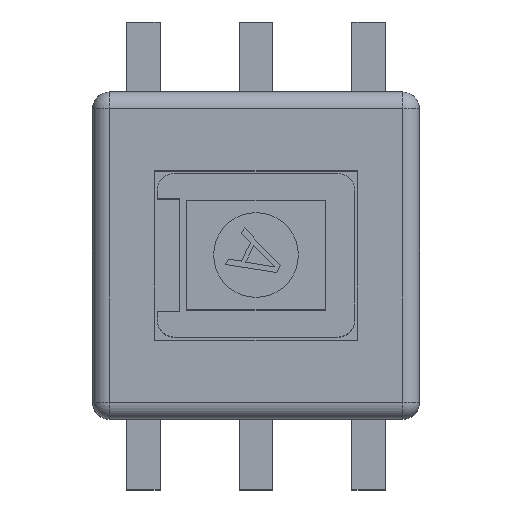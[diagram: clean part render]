
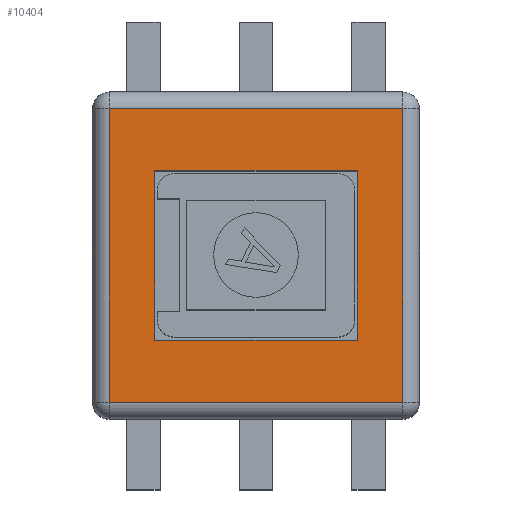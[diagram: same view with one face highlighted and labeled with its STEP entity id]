
A CAD part, top view. The second image highlights one B-rep face of the part: STEP entity #10404.
In plain terms, the highlighted planar face has unit normal (0, 0, 1).
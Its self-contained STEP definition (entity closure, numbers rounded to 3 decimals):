
#9623=DIRECTION('',(1.,0.,0.));
#9624=VECTOR('',#9623,3.6);
#9625=CARTESIAN_POINT('',(-1.8,1.5,5.2));
#9626=LINE('',#9625,#9624);
#9627=DIRECTION('',(0.,1.,0.));
#9628=VECTOR('',#9627,3.);
#9629=CARTESIAN_POINT('',(-1.8,-1.5,5.2));
#9630=LINE('',#9629,#9628);
#9631=DIRECTION('',(-1.,0.,0.));
#9632=VECTOR('',#9631,3.6);
#9633=CARTESIAN_POINT('',(1.8,-1.5,5.2));
#9634=LINE('',#9633,#9632);
#9635=DIRECTION('',(0.,-1.,0.));
#9636=VECTOR('',#9635,3.);
#9637=CARTESIAN_POINT('',(1.8,1.5,5.2));
#9638=LINE('',#9637,#9636);
#9639=DIRECTION('',(0.,-1.,0.));
#9640=VECTOR('',#9639,5.2);
#9641=CARTESIAN_POINT('',(-2.6,2.6,5.2));
#9642=LINE('',#9641,#9640);
#9643=DIRECTION('',(-1.,0.,0.));
#9644=VECTOR('',#9643,5.2);
#9645=CARTESIAN_POINT('',(2.6,2.6,5.2));
#9646=LINE('',#9645,#9644);
#9647=DIRECTION('',(0.,1.,0.));
#9648=VECTOR('',#9647,5.2);
#9649=CARTESIAN_POINT('',(2.6,-2.6,5.2));
#9650=LINE('',#9649,#9648);
#9651=DIRECTION('',(1.,0.,0.));
#9652=VECTOR('',#9651,5.2);
#9653=CARTESIAN_POINT('',(-2.6,-2.6,5.2));
#9654=LINE('',#9653,#9652);
#10115=CARTESIAN_POINT('',(-1.8,1.5,5.2));
#10116=CARTESIAN_POINT('',(1.8,1.5,5.2));
#10117=VERTEX_POINT('',#10115);
#10118=VERTEX_POINT('',#10116);
#10119=CARTESIAN_POINT('',(1.8,-1.5,5.2));
#10120=VERTEX_POINT('',#10119);
#10121=CARTESIAN_POINT('',(-1.8,-1.5,5.2));
#10122=VERTEX_POINT('',#10121);
#10123=CARTESIAN_POINT('',(-2.6,2.6,5.2));
#10124=CARTESIAN_POINT('',(-2.6,-2.6,5.2));
#10125=VERTEX_POINT('',#10123);
#10126=VERTEX_POINT('',#10124);
#10127=CARTESIAN_POINT('',(2.6,-2.6,5.2));
#10128=VERTEX_POINT('',#10127);
#10129=CARTESIAN_POINT('',(2.6,2.6,5.2));
#10130=VERTEX_POINT('',#10129);
#10383=CARTESIAN_POINT('',(0.,0.,5.2));
#10384=DIRECTION('',(0.,0.,1.));
#10385=DIRECTION('',(1.,0.,0.));
#10386=AXIS2_PLACEMENT_3D('',#10383,#10384,#10385);
#10387=PLANE('',#10386);
#10389=ORIENTED_EDGE('',*,*,#10388,.F.);
#10391=ORIENTED_EDGE('',*,*,#10390,.F.);
#10393=ORIENTED_EDGE('',*,*,#10392,.F.);
#10395=ORIENTED_EDGE('',*,*,#10394,.F.);
#10396=EDGE_LOOP('',(#10389,#10391,#10393,#10395));
#10397=FACE_OUTER_BOUND('',#10396,.F.);
#10398=ORIENTED_EDGE('',*,*,#10307,.F.);
#10399=ORIENTED_EDGE('',*,*,#10329,.F.);
#10400=ORIENTED_EDGE('',*,*,#10350,.F.);
#10401=ORIENTED_EDGE('',*,*,#10370,.F.);
#10402=EDGE_LOOP('',(#10398,#10399,#10400,#10401));
#10403=FACE_BOUND('',#10402,.F.);
#10404=ADVANCED_FACE('',(#10397,#10403),#10387,.T.);
#10307=EDGE_CURVE('',#10117,#10118,#9626,.T.);
#10329=EDGE_CURVE('',#10122,#10117,#9630,.T.);
#10350=EDGE_CURVE('',#10120,#10122,#9634,.T.);
#10370=EDGE_CURVE('',#10118,#10120,#9638,.T.);
#10388=EDGE_CURVE('',#10125,#10126,#9642,.T.);
#10390=EDGE_CURVE('',#10130,#10125,#9646,.T.);
#10392=EDGE_CURVE('',#10128,#10130,#9650,.T.);
#10394=EDGE_CURVE('',#10126,#10128,#9654,.T.);
